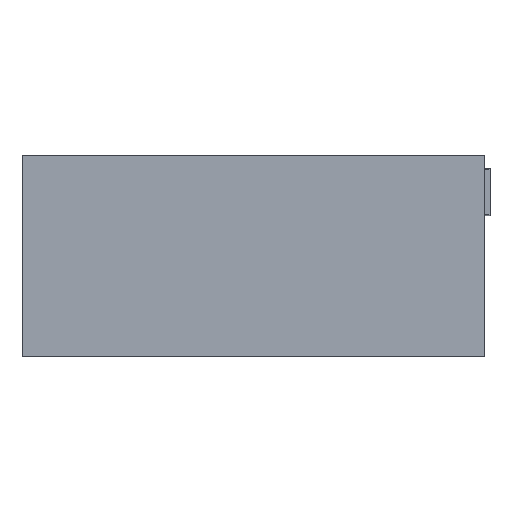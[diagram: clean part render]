
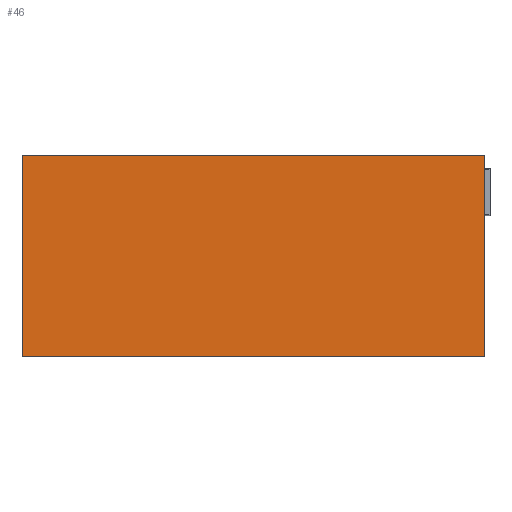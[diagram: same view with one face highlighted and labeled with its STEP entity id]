
A CAD part, left-side view. The second image highlights one B-rep face of the part: STEP entity #46.
In plain terms, the highlighted planar face has unit normal (-1, 0, 0).
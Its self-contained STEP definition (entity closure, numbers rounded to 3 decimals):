
#46 = ADVANCED_FACE( '', ( #158 ), #159, .F. );
#158 = FACE_OUTER_BOUND( '', #392, .T. );
#159 = PLANE( '', #393 );
#392 = EDGE_LOOP( '', ( #1366, #1367, #1368, #1369 ) );
#393 = AXIS2_PLACEMENT_3D( '', #1370, #1371, #1372 );
#1366 = ORIENTED_EDGE( '', *, *, #2253, .T. );
#1367 = ORIENTED_EDGE( '', *, *, #2254, .F. );
#1368 = ORIENTED_EDGE( '', *, *, #2255, .F. );
#1369 = ORIENTED_EDGE( '', *, *, #2256, .T. );
#1370 = CARTESIAN_POINT( '', ( -171.45, -123.825, 30.708 ) );
#1371 = DIRECTION( '', ( 1., 0., 0. ) );
#1372 = DIRECTION( '', ( 0., 0., -1. ) );
#2253 = EDGE_CURVE( '', #2512, #2513, #2514, .T. );
#2254 = EDGE_CURVE( '', #2515, #2513, #2516, .T. );
#2255 = EDGE_CURVE( '', #2517, #2515, #2518, .T. );
#2256 = EDGE_CURVE( '', #2517, #2512, #2519, .T. );
#2512 = VERTEX_POINT( '', #2933 );
#2513 = VERTEX_POINT( '', #2934 );
#2514 = LINE( '', #2935, #2936 );
#2515 = VERTEX_POINT( '', #2937 );
#2516 = LINE( '', #2938, #2939 );
#2517 = VERTEX_POINT( '', #2940 );
#2518 = LINE( '', #2941, #2942 );
#2519 = LINE( '', #2943, #2944 );
#2933 = CARTESIAN_POINT( '', ( -171.45, 123.825, 30.708 ) );
#2934 = CARTESIAN_POINT( '', ( -171.45, 123.825, -77.242 ) );
#2935 = CARTESIAN_POINT( '', ( -171.45, 123.825, 30.708 ) );
#2936 = VECTOR( '', #4104, 1000. );
#2937 = CARTESIAN_POINT( '', ( -171.45, -123.825, -77.242 ) );
#2938 = CARTESIAN_POINT( '', ( -171.45, -123.825, -77.242 ) );
#2939 = VECTOR( '', #4105, 1000. );
#2940 = CARTESIAN_POINT( '', ( -171.45, -123.825, 30.708 ) );
#2941 = CARTESIAN_POINT( '', ( -171.45, -123.825, 30.708 ) );
#2942 = VECTOR( '', #4106, 1000. );
#2943 = CARTESIAN_POINT( '', ( -171.45, -123.825, 30.708 ) );
#2944 = VECTOR( '', #4107, 1000. );
#4104 = DIRECTION( '', ( 0., 0., -1. ) );
#4105 = DIRECTION( '', ( 0., 1., 0. ) );
#4106 = DIRECTION( '', ( 0., 0., -1. ) );
#4107 = DIRECTION( '', ( 0., 1., 0. ) );
